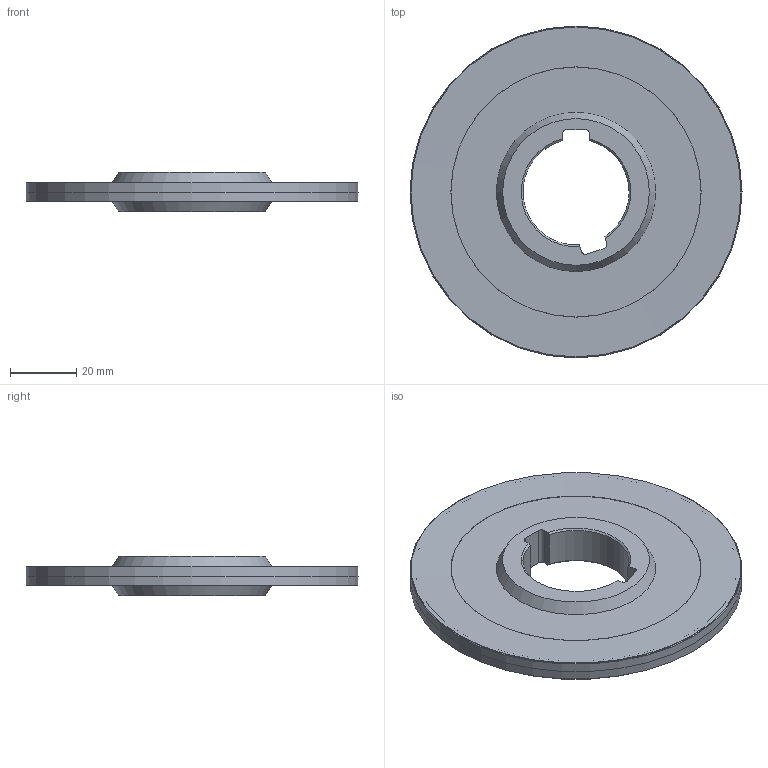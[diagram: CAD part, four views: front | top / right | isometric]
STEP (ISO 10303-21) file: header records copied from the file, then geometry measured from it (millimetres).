
FILE_DESCRIPTION(/* description */ (''),/* implementation_level */ '2;1');
FILE_NAME(/* name */ '100G10N_S90SN12N6.stp',/* time_stamp */ '2019-12-18T13:18:34+01:00',/* author */ (''),/* organization */ (''),/* preprocessor_version */ 'ST-DEVELOPER v16.7',/* originating_system */ 'SIEMENS PLM Software NX 12.0',/* authorisation */ '');
FILE_SCHEMA (('AUTOMOTIVE_DESIGN { 1 0 10303 214 3 1 1 1 }'));
Length unit declared in the file: millimetre
Products named in the file (1): pp07608884BEphtt
Bounding box: 100.02 x 100.02 x 12 mm (x, y, z)
Volume: 60621.8 mm3; surface area: 26479.1 mm2
Topology: 2 solids, 2 shells, 35 faces, 81 edges, 50 vertices
Faces by surface type: cone 12, plane 10, cylinder 7, revolution 6
Full cylindrical faces by diameter (mm): 97 x1
Entity records: 1009 total; most frequent: CARTESIAN_POINT 212, DIRECTION 158, ORIENTED_EDGE 132, EDGE_CURVE 66, AXIS2_PLACEMENT_3D 64, EDGE_LOOP 54, VERTEX_POINT 50, FACE_BOUND 38
